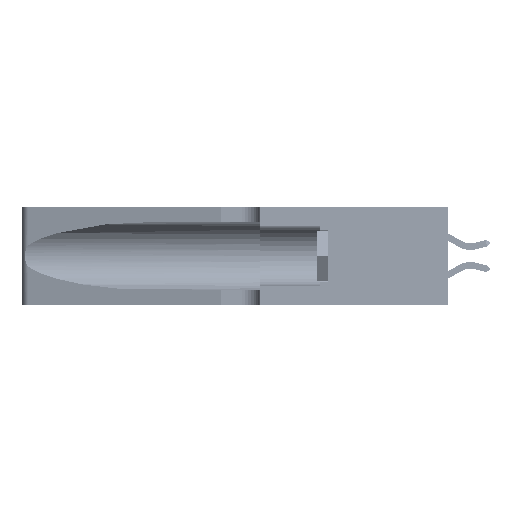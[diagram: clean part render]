
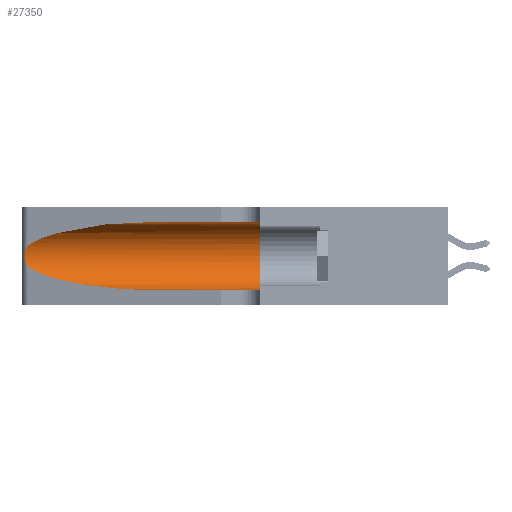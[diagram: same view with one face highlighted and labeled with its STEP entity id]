
A CAD part, left-side view. The second image highlights one B-rep face of the part: STEP entity #27350.
In plain terms, the highlighted cylindrical face has radius 3.308 mm (diameter 6.617 mm), a partial arc.
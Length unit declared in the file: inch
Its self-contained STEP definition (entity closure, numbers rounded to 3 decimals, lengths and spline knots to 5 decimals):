
#884 = DIRECTION ( 'NONE',  ( 0., -1., 0. ) ) ;
#1122 = DIRECTION ( 'NONE',  ( 0., -1., 0. ) ) ;
#1531 = VERTEX_POINT ( 'NONE', #36669 ) ;
#1743 = AXIS2_PLACEMENT_3D ( 'NONE', #20909, #49667, #25102 ) ;
#3770 = EDGE_CURVE ( 'NONE', #1531, #23524, #44706, .T. ) ;
#3881 = CARTESIAN_POINT ( 'NONE',  ( 0.25856, 1.23593, 0.16098 ) ) ;
#4897 = LINE ( 'NONE', #17638, #25855 ) ;
#5496 = CARTESIAN_POINT ( 'NONE',  ( 0.1305, 0.72297, 0.31525 ) ) ;
#8176 = CARTESIAN_POINT ( 'NONE',  ( 0.25639, 1.23186, 0.15144 ) ) ;
#10753 = EDGE_CURVE ( 'NONE', #40671, #49617, #44070, .T. ) ;
#11159 = CYLINDRICAL_SURFACE ( 'NONE', #30397, 0.13025 ) ;
#12391 = CARTESIAN_POINT ( 'NONE',  ( 0.25487, 1.22718, 0.14631 ) ) ;
#13978 = CARTESIAN_POINT ( 'NONE',  ( 0.2373, 1.15595, 0.28018 ) ) ;
#15540 = EDGE_LOOP ( 'NONE', ( #50402, #16698, #37013, #41391, #16254, #24021 ) ) ;
#15997 = CARTESIAN_POINT ( 'NONE',  ( 0.25487, 1.22718, 0.14631 ) ) ;
#16254 = ORIENTED_EDGE ( 'NONE', *, *, #29202, .F. ) ;
#16401 = CARTESIAN_POINT ( 'NONE',  ( 0.25487, 1.22718, 0.22369 ) ) ;
#16698 = ORIENTED_EDGE ( 'NONE', *, *, #10753, .T. ) ;
#17638 = CARTESIAN_POINT ( 'NONE',  ( 0.1305, 1.61858, 0.31525 ) ) ;
#17853 = CARTESIAN_POINT ( 'NONE',  ( 0.1305, 1.61858, 0.05475 ) ) ;
#20175 = CARTESIAN_POINT ( 'NONE',  ( 0.18966, 0.96281, 0.05475 ) ) ;
#20577 = CARTESIAN_POINT ( 'NONE',  ( 0.25854, 1.2359, 0.20912 ) ) ;
#20909 = CARTESIAN_POINT ( 'NONE',  ( 0.1305, 0.35, 0.185 ) ) ;
#22486 = CARTESIAN_POINT ( 'NONE',  ( 0.1305, 0.35, 0.05475 ) ) ;
#23524 = VERTEX_POINT ( 'NONE', #22486 ) ;
#24021 = ORIENTED_EDGE ( 'NONE', *, *, #45186, .F. ) ;
#24525 = CARTESIAN_POINT ( 'NONE',  ( 0.1305, 0.72297, 0.31525 ) ) ;
#24765 = CARTESIAN_POINT ( 'NONE',  ( 0.26075, 1.23896, 0.19203 ) ) ;
#25102 = DIRECTION ( 'NONE',  ( 0., 0., 1. ) ) ;
#25323 = DIRECTION ( 'NONE',  ( 0., 0., -1. ) ) ;
#25855 = VECTOR ( 'NONE', #884, 39.37008 ) ;
#25987 = EDGE_CURVE ( 'NONE', #49617, #1531, #29687, .T. ) ;
#26311 = CARTESIAN_POINT ( 'NONE',  ( 0.25487, 1.22718, 0.22369 ) ) ;
#27350 = ADVANCED_FACE ( 'NONE', ( #33220 ), #11159, .F. ) ;
#28920 = CARTESIAN_POINT ( 'NONE',  ( 0.26017, 1.23833, 0.17102 ) ) ;
#29202 = EDGE_CURVE ( 'NONE', #49331, #23524, #43901, .T. ) ;
#29687 =( BOUNDED_CURVE ( )  B_SPLINE_CURVE ( 3, ( #15997, #44819, #20175, #48922 ),
 .UNSPECIFIED., .F., .T. ) 
 B_SPLINE_CURVE_WITH_KNOTS ( ( 4, 4 ),
 ( 3.44316, 4.71239 ),
 .UNSPECIFIED. ) 
 CURVE ( )  GEOMETRIC_REPRESENTATION_ITEM ( )  RATIONAL_B_SPLINE_CURVE ( ( 1., 0.87, 0.87, 1. ) ) 
 REPRESENTATION_ITEM ( '' )  );
#30397 = AXIS2_PLACEMENT_3D ( 'NONE', #49897, #45745, #25323 ) ;
#30483 = CARTESIAN_POINT ( 'NONE',  ( 0.18966, 0.96281, 0.31525 ) ) ;
#32884 = CARTESIAN_POINT ( 'NONE',  ( 0.25639, 1.23184, 0.21858 ) ) ;
#33059 = CARTESIAN_POINT ( 'NONE',  ( 0.25789, 1.23486, 0.15765 ) ) ;
#33220 = FACE_OUTER_BOUND ( 'NONE', #15540, .T. ) ;
#33835 = VECTOR ( 'NONE', #1122, 39.37008 ) ;
#36669 = CARTESIAN_POINT ( 'NONE',  ( 0.1305, 0.72297, 0.05475 ) ) ;
#37013 = ORIENTED_EDGE ( 'NONE', *, *, #25987, .T. ) ;
#37015 = CARTESIAN_POINT ( 'NONE',  ( 0.25555, 1.22994, 0.2215 ) ) ;
#37182 = CARTESIAN_POINT ( 'NONE',  ( 0.25555, 1.22993, 0.14849 ) ) ;
#40671 = VERTEX_POINT ( 'NONE', #26311 ) ;
#41391 = ORIENTED_EDGE ( 'NONE', *, *, #3770, .T. ) ;
#41658 = VERTEX_POINT ( 'NONE', #24525 ) ;
#42819 = CARTESIAN_POINT ( 'NONE',  ( 0.25487, 1.22718, 0.22369 ) ) ;
#42834 =( BOUNDED_CURVE ( )  B_SPLINE_CURVE ( 3, ( #5496, #30483, #13978, #42819 ),
 .UNSPECIFIED., .F., .F. ) 
 B_SPLINE_CURVE_WITH_KNOTS ( ( 4, 4 ),
 ( 1.5708, 2.84003 ),
 .UNSPECIFIED. ) 
 CURVE ( )  GEOMETRIC_REPRESENTATION_ITEM ( )  RATIONAL_B_SPLINE_CURVE ( ( 1., 0.87, 0.87, 1. ) ) 
 REPRESENTATION_ITEM ( '' )  );
#43901 = CIRCLE ( 'NONE', #1743, 0.13025 ) ;
#44070 = B_SPLINE_CURVE_WITH_KNOTS ( 'NONE', 3,
 ( #16401, #37015, #32884, #45193, #20577, #49329, #24765, #53484, #28920, #3881, #33059, #8176, #37182, #12391 ),
 .UNSPECIFIED., .F., .F.,
 ( 4, 2, 2, 2, 2, 2, 4 ),
 ( 0., 0.00027, 0.00053, 0.00107, 0.0016, 0.00187, 0.00214 ),
 .UNSPECIFIED. ) ;
#44706 = LINE ( 'NONE', #17853, #33835 ) ;
#44733 = CARTESIAN_POINT ( 'NONE',  ( 0.1305, 0.35, 0.31525 ) ) ;
#44819 = CARTESIAN_POINT ( 'NONE',  ( 0.2373, 1.15595, 0.08982 ) ) ;
#45186 = EDGE_CURVE ( 'NONE', #41658, #49331, #4897, .T. ) ;
#45193 = CARTESIAN_POINT ( 'NONE',  ( 0.25787, 1.23484, 0.2124 ) ) ;
#45745 = DIRECTION ( 'NONE',  ( 0., -1., 0. ) ) ;
#48922 = CARTESIAN_POINT ( 'NONE',  ( 0.1305, 0.72297, 0.05475 ) ) ;
#49329 = CARTESIAN_POINT ( 'NONE',  ( 0.26018, 1.23835, 0.19895 ) ) ;
#49331 = VERTEX_POINT ( 'NONE', #44733 ) ;
#49617 = VERTEX_POINT ( 'NONE', #50619 ) ;
#49667 = DIRECTION ( 'NONE',  ( 0., 1., 0. ) ) ;
#49897 = CARTESIAN_POINT ( 'NONE',  ( 0.1305, 1.61858, 0.185 ) ) ;
#50402 = ORIENTED_EDGE ( 'NONE', *, *, #53061, .T. ) ;
#50619 = CARTESIAN_POINT ( 'NONE',  ( 0.25487, 1.22718, 0.14631 ) ) ;
#53061 = EDGE_CURVE ( 'NONE', #41658, #40671, #42834, .T. ) ;
#53484 = CARTESIAN_POINT ( 'NONE',  ( 0.26075, 1.23896, 0.178 ) ) ;
